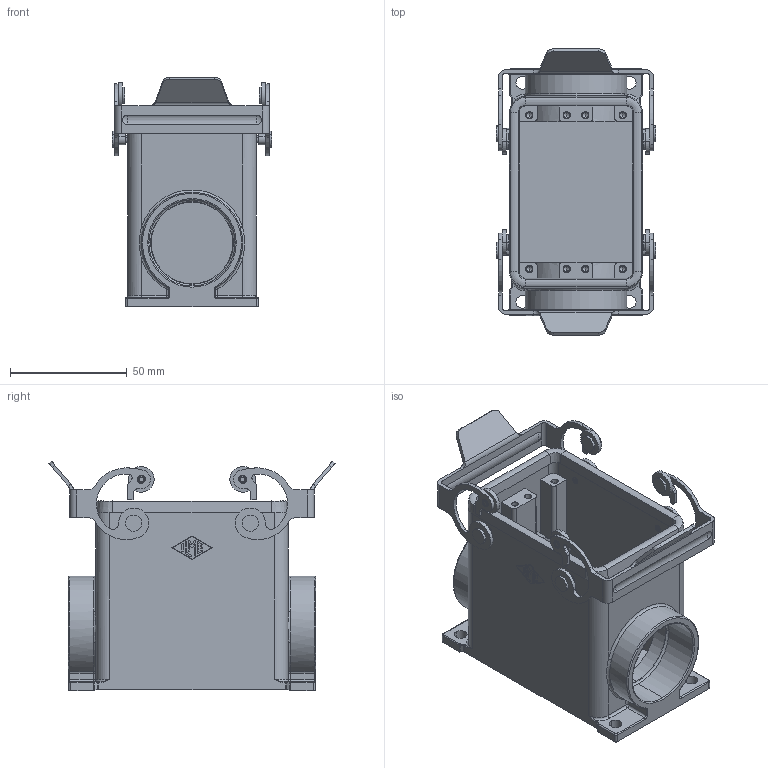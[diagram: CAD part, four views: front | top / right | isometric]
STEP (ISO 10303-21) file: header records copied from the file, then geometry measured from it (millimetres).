
FILE_DESCRIPTION(('Creo Elements/Direct Modeling STEP Export'),'2;1');
FILE_NAME('0ln7uvk5248mmcf7096','2020-04-08T17:26:51',(''),(''),'Creo Elements/Direct Modeling STEP processor for AP214 (Solid Model)','Creo Elements/Direct Modeling 20.1B 02-Apr-2019 (C) Parametric Technology GmbH','');
FILE_SCHEMA(('AUTOMOTIVE_DESIGN { 1 0 10303 214 1 1 1 1 }'));
Length unit declared in the file: millimetre
Products named in the file (6): Leva; CHPX 50.29; Leva.1; CHPX 50-29.stp
Assembly tree (5 placements, depth 3):
  CHPX 50-29.stp
    Leva.1
      Leva.1
    CHPX 50.29
    Leva
      Leva
Bounding box: 68.5 x 122.79 x 98.65 mm (x, y, z)
Volume: 133455.2 mm3; surface area: 72070.8 mm2
Topology: 3 solids, 7 shells, 616 faces, 1557 edges, 989 vertices
Faces by surface type: cylinder 314, plane 198, torus 40, cone 28, bspline 16, sphere 16, extrusion 4
Entity records: 20971 total; most frequent: CARTESIAN_POINT 4881, ORIENTED_EDGE 3050, DIRECTION 3027, EDGE_CURVE 1525, AXIS2_PLACEMENT_3D 1174, VERTEX_POINT 989, EDGE_LOOP 712, VECTOR 679
